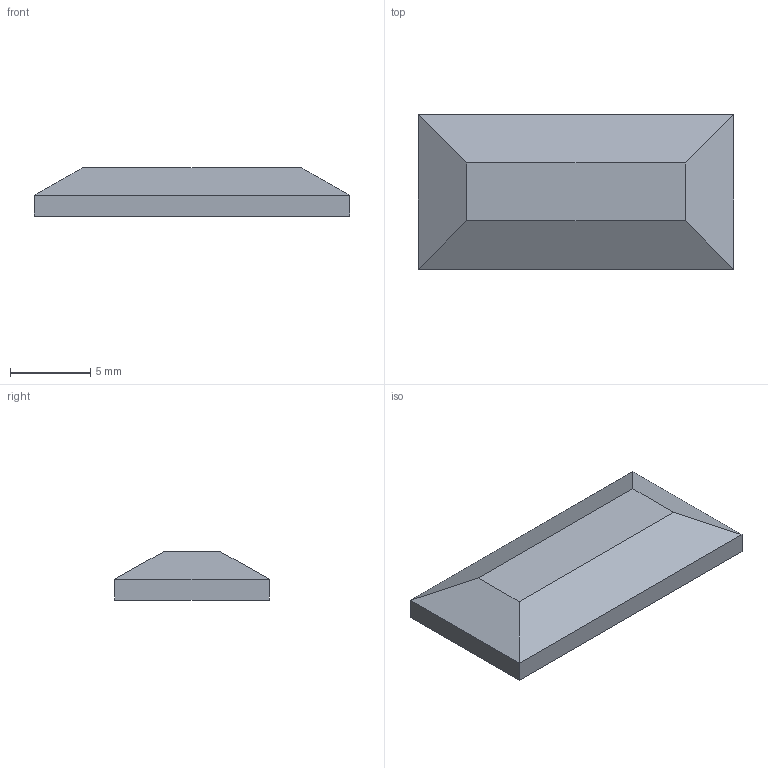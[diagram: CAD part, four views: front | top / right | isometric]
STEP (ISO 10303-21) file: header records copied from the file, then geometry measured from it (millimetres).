
FILE_DESCRIPTION(/* description */ (''),/* implementation_level */ '2;1');
FILE_NAME(/* name */ '6xPads.stp',/* time_stamp */ '2022-11-03T16:55:31+00:00',/* author */ ('benka'),/* organization */ (''),/* preprocessor_version */ 'ST-DEVELOPER v18.1',/* originating_system */ 'Autodesk Inventor 2022',/* authorisation */ '');
FILE_SCHEMA (('CONFIG_CONTROL_DESIGN'));
Length unit declared in the file: millimetre
Products named in the file (1): Pads
Bounding box: 19.6 x 9.6 x 3 mm (x, y, z)
Volume: 436 mm3; surface area: 473 mm2
Topology: 1 solids, 1 shells, 10 faces, 20 edges, 12 vertices
Faces by surface type: plane 10
Entity records: 314 total; most frequent: CARTESIAN_POINT 43, DIRECTION 42, ORIENTED_EDGE 40, LINE 20, VECTOR 20, EDGE_CURVE 20, VERTEX_POINT 12, STYLED_ITEM 11
